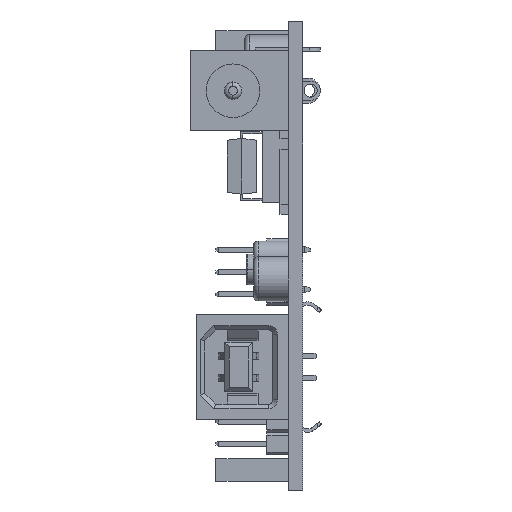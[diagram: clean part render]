
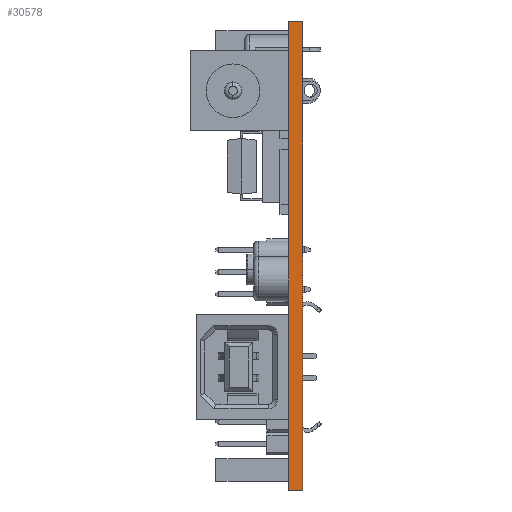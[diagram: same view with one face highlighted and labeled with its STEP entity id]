
A CAD part, left-side view. The second image highlights one B-rep face of the part: STEP entity #30578.
In plain terms, the highlighted planar face has unit normal (-1, 0, 0).
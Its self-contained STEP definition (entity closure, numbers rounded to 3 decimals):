
#1149 = EDGE_LOOP ( 'NONE', ( #22187, #2424, #19927, #6826 ) ) ;
#1881 = VECTOR ( 'NONE', #5868, 1000. ) ;
#2424 = ORIENTED_EDGE ( 'NONE', *, *, #9148, .F. ) ;
#2528 = VERTEX_POINT ( 'NONE', #21590 ) ;
#3710 = AXIS2_PLACEMENT_3D ( 'NONE', #5020, #10106, #34091 ) ;
#4320 = CARTESIAN_POINT ( 'NONE',  ( 0., 0., 0. ) ) ;
#5020 = CARTESIAN_POINT ( 'NONE',  ( 0., 1.6, 0. ) ) ;
#5868 = DIRECTION ( 'NONE',  ( 0., 0., 1. ) ) ;
#6826 = ORIENTED_EDGE ( 'NONE', *, *, #24090, .T. ) ;
#7203 = CARTESIAN_POINT ( 'NONE',  ( 0., 1.6, -53.3 ) ) ;
#7205 = VECTOR ( 'NONE', #19155, 1000. ) ;
#7540 = LINE ( 'NONE', #37204, #7595 ) ;
#7595 = VECTOR ( 'NONE', #12819, 1000. ) ;
#8239 = EDGE_CURVE ( 'NONE', #30417, #2528, #23716, .T. ) ;
#8691 = VECTOR ( 'NONE', #11174, 1000. ) ;
#9148 = EDGE_CURVE ( 'NONE', #2528, #24692, #7540, .T. ) ;
#10106 = DIRECTION ( 'NONE',  ( 1., 0., 0. ) ) ;
#11174 = DIRECTION ( 'NONE',  ( 0., 0., 1. ) ) ;
#12819 = DIRECTION ( 'NONE',  ( 0., -1., 0. ) ) ;
#12846 = VERTEX_POINT ( 'NONE', #35633 ) ;
#19155 = DIRECTION ( 'NONE',  ( 0., -1., 0. ) ) ;
#19927 = ORIENTED_EDGE ( 'NONE', *, *, #8239, .F. ) ;
#21590 = CARTESIAN_POINT ( 'NONE',  ( 0., 1.6, 0. ) ) ;
#22187 = ORIENTED_EDGE ( 'NONE', *, *, #31614, .T. ) ;
#23716 = LINE ( 'NONE', #32761, #1881 ) ;
#24090 = EDGE_CURVE ( 'NONE', #30417, #12846, #28431, .T. ) ;
#24692 = VERTEX_POINT ( 'NONE', #4320 ) ;
#28186 = FACE_OUTER_BOUND ( 'NONE', #1149, .T. ) ;
#28431 = LINE ( 'NONE', #7203, #7205 ) ;
#29670 = CARTESIAN_POINT ( 'NONE',  ( 0., 0., 0. ) ) ;
#30417 = VERTEX_POINT ( 'NONE', #38600 ) ;
#30578 = ADVANCED_FACE ( 'NONE', ( #28186 ), #37029, .F. ) ;
#31614 = EDGE_CURVE ( 'NONE', #12846, #24692, #31837, .T. ) ;
#31837 = LINE ( 'NONE', #29670, #8691 ) ;
#32761 = CARTESIAN_POINT ( 'NONE',  ( 0., 1.6, 0. ) ) ;
#34091 = DIRECTION ( 'NONE',  ( 0., 0., -1. ) ) ;
#35633 = CARTESIAN_POINT ( 'NONE',  ( 0., 0., -53.3 ) ) ;
#37029 = PLANE ( 'NONE',  #3710 ) ;
#37204 = CARTESIAN_POINT ( 'NONE',  ( 0., 1.6, 0. ) ) ;
#38600 = CARTESIAN_POINT ( 'NONE',  ( 0., 1.6, -53.3 ) ) ;
